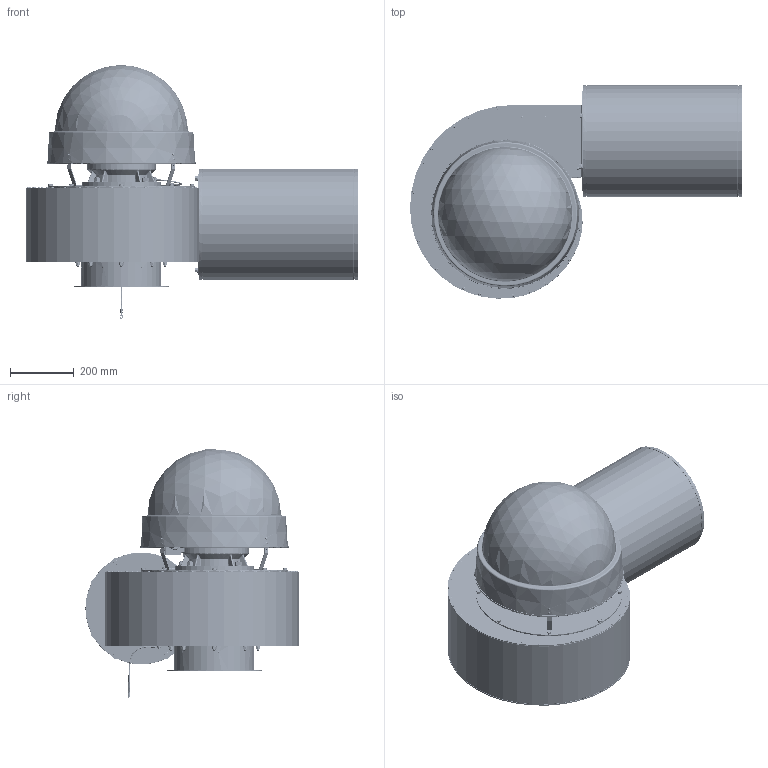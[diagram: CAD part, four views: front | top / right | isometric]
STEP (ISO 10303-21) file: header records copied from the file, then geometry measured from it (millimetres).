
FILE_DESCRIPTION(/* description */ ('3D Część','CAx-IF Rec.Pracs.---Representation and Presentation of Product Manufacturing Information (PMI)---4.0---2014-10-13'),/* implementation_level */ '2;1');
FILE_NAME(/* name */ '888W14 Wentylator WPA-10-D-N_Ex @ Wylor poziomo.stp',/* time_stamp */ '2022-05-09T14:14:27+02:00',/* author */ ('b.kitowicz'),/* organization */ ('KLIMAWENT S.A.'),/* preprocessor_version */ 'ST-DEVELOPER v18.1',/* originating_system */ 'Autodesk Inventor 2021',/* authorisation */ '');
FILE_SCHEMA (('AP242_MANAGED_MODEL_BASED_3D_ENGINEERING_MIM_LF { 1 0 10303 442 1 1 4 }'));
Length unit declared in the file: millimetre
Products named in the file (1): 888W14 Wentylator WPA-10-D-N_Ex @ Wylot poziomo
Bounding box: 1043.6 x 670.36 x 797.01 mm (x, y, z)
Volume: 37988870.4 mm3; surface area: 4755568.7 mm2
Topology: 25 solids, 25 shells, 8129 faces, 20279 edges, 13027 vertices
Faces by surface type: plane 3881, cylinder 1921, bspline 1374, torus 578, cone 337, sphere 38
Full cylindrical faces by diameter (mm): 2.3 x8, 2.4 x8, 3 x28, 3.2 x7, 3.4 x14, 3.5 x16, 4 x89, 4.1 x3, 4.2 x82, 4.3 x8, 4.4 x24, 4.5 x4, 5.5 x4, 6 x7, 6.1 x1, 6.4 x1, 6.5 x15, 7 x2, 7.5 x3, 8 x121, 8.376 x1, 8.4 x1, 8.5 x10, 8.8 x8, 9 x16, 10.9 x8, 11.63 x13, 12 x8, 13 x5, 15 x6
Entity records: 280664 total; most frequent: CARTESIAN_POINT 84653, ORIENTED_EDGE 40528, DIRECTION 36448, EDGE_CURVE 20264, AXIS2_PLACEMENT_3D 13209, VERTEX_POINT 13055, LINE 10030, VECTOR 10030
